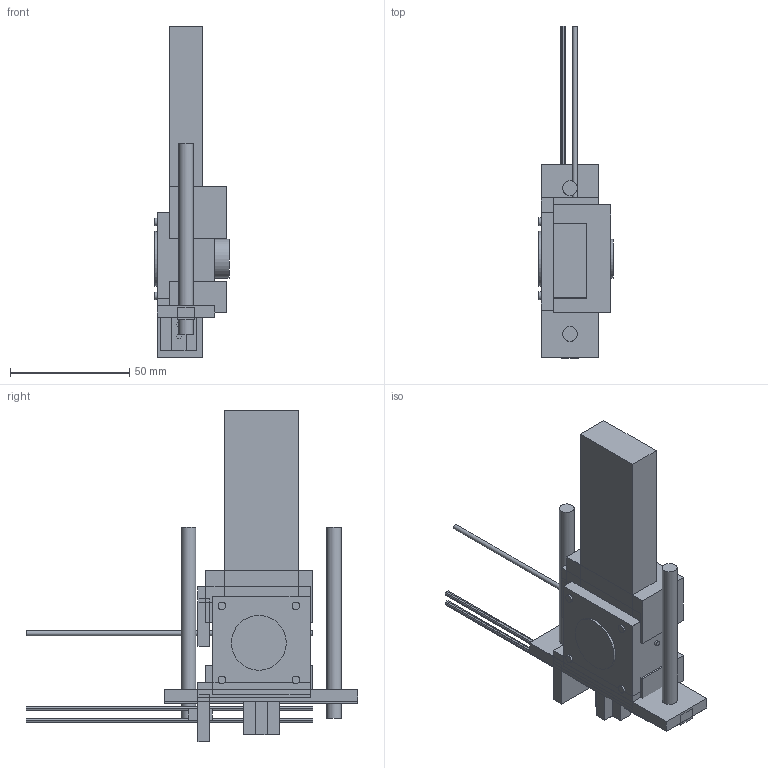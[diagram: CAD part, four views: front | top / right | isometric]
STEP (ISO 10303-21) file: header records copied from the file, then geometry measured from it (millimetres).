
FILE_DESCRIPTION(('FreeCAD Model'),'2;1');
FILE_NAME('bowden_2.step','2015-03-06T15:33:28',('FreeCAD'),('FreeCAD'), 'Open CASCADE STEP processor 6.7','FreeCAD','Unknown');
FILE_SCHEMA(('AUTOMOTIVE_DESIGN_CC2 { 1 2 10303 214 -1 1 5 4 }'));
Length unit declared in the file: millimetre
Products named in the file (32): cube001; cube; cube002; cube003; cylinder; cylinder002; cylinder001; cylinder003; cylinder004; cylinder005; cylinder006; difference; union; cube004; cube005; union001; cylinder007; cylinder008; difference001; union002; union003; cube006; cube007; union004; cube008; cube009; prism; cube010; prism001; difference002; union005; Group
Bounding box: 31 x 139 x 139 mm (x, y, z)
Volume: 357014.2 mm3; surface area: 126328.3 mm2
Topology: 33 solids, 33 shells, 469 faces, 1162 edges, 743 vertices
Faces by surface type: plane 420, cylinder 49
Full cylindrical faces by diameter (mm): 2 x9, 3.2 x20, 6.2 x10, 16.4 x5, 23 x5
Entity records: 28992 total; most frequent: CARTESIAN_POINT 5185, DIRECTION 4098, LINE 2676, VECTOR 2676, ORIENTED_EDGE 2324, PCURVE 2324, DEFINITIONAL_REPRESENTATION 2324, EDGE_CURVE 1162
